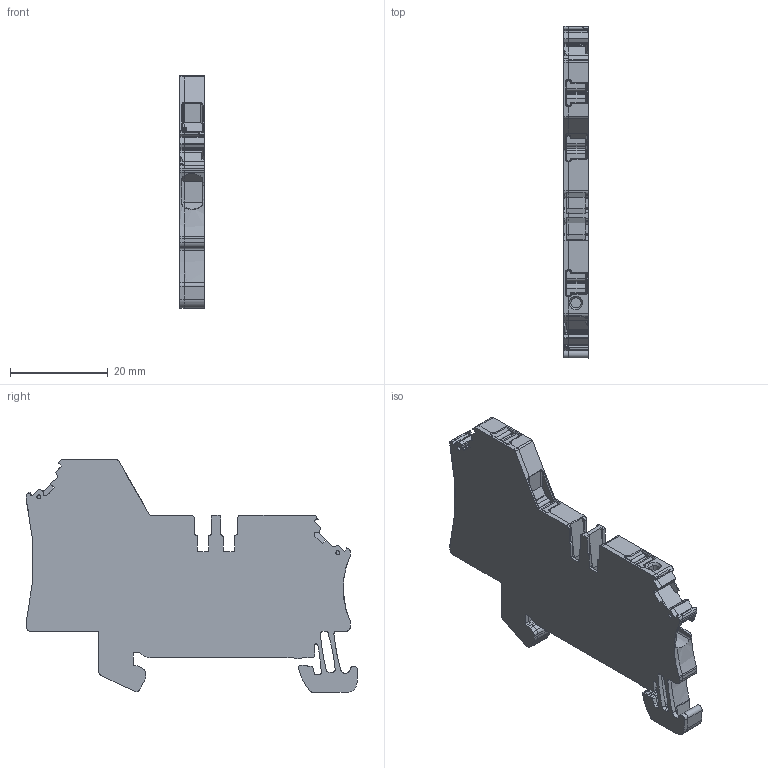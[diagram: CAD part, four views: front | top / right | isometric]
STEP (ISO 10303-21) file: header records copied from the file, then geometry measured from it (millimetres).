
FILE_DESCRIPTION(('CATIA V5 STEP Exchange','CAx-IF Rec.Pracs.--- Model Styling and Organization---1.5--- 2016-08-15','CAx-IF Rec.Pracs.---Supplemental Geometry---1.0---2011-11-01','CAx-IF Rec.Pracs.--- Composite Materials ---1.1---2010-07-15'),'2;1');
FILE_NAME ('1389522-6_0', '2025-09-19T12:44:17+00:00', ('none'), ('Weidmueller'), 'CATIA Version 5-6 Release 2024 SP4', 'CATIA V5 STEP AP214 v3', 'none');
FILE_SCHEMA(('AUTOMOTIVE_DESIGN { 1 0 10303 214 1 1 1 1 }'));
Length unit declared in the file: millimetre
Products named in the file (1): AL3C_2-5_PE
Bounding box: 5.1 x 67.81 x 47.55 mm (x, y, z)
Volume: 8876.1 mm3; surface area: 10295.7 mm2
Topology: 5 solids, 5 shells, 833 faces, 2395 edges, 1571 vertices
Faces by surface type: plane 395, cylinder 326, extrusion 60, cone 28, bspline 19, sphere 3, torus 2
Entity records: 28552 total; most frequent: CARTESIAN_POINT 7718, ORIENTED_EDGE 4782, DIRECTION 3492, EDGE_CURVE 2391, VECTOR 1619, VERTEX_POINT 1571, LINE 1559, AXIS2_PLACEMENT_3D 1208
